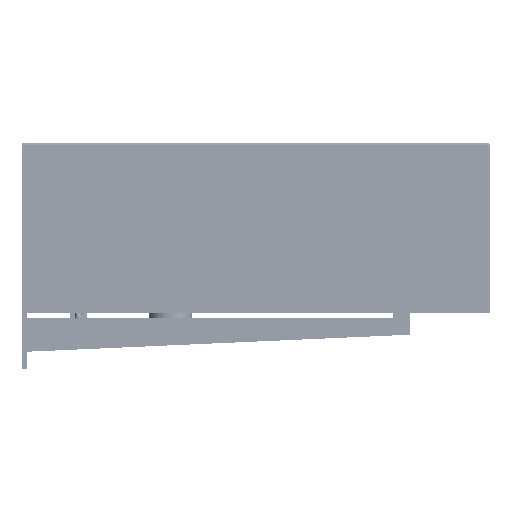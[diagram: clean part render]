
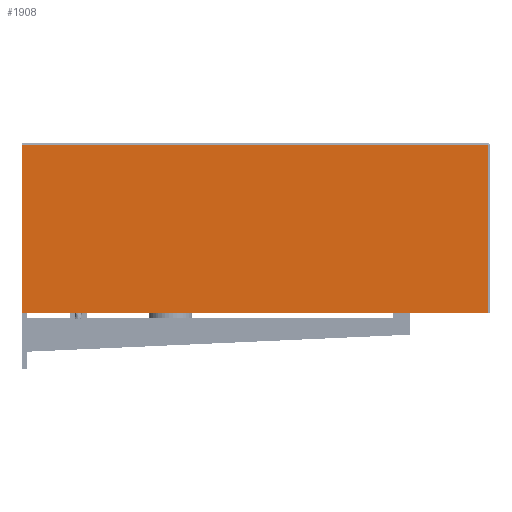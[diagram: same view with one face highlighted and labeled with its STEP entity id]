
A CAD part, left-side view. The second image highlights one B-rep face of the part: STEP entity #1908.
In plain terms, the highlighted planar face has unit normal (-1, 0, 0).
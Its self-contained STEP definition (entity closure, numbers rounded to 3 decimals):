
#1908=ADVANCED_FACE('',(#3650),#2908,.T.);
#2908=PLANE('',#19451);
#3650=FACE_OUTER_BOUND('',#4763,.T.);
#4763=EDGE_LOOP('',(#6610,#6611,#6612,#6613));
#6610=ORIENTED_EDGE('',*,*,#13324,.T.);
#6611=ORIENTED_EDGE('',*,*,#13325,.T.);
#6612=ORIENTED_EDGE('',*,*,#13326,.T.);
#6613=ORIENTED_EDGE('',*,*,#13327,.F.);
#11417=VERTEX_POINT('',#45802);
#11418=VERTEX_POINT('',#45803);
#11419=VERTEX_POINT('',#45805);
#11420=VERTEX_POINT('',#45807);
#13324=EDGE_CURVE('',#11417,#11418,#15802,.T.);
#13325=EDGE_CURVE('',#11418,#11419,#15803,.T.);
#13326=EDGE_CURVE('',#11419,#11420,#15804,.T.);
#13327=EDGE_CURVE('',#11417,#11420,#15805,.T.);
#15802=LINE('',#45801,#17616);
#15803=LINE('',#45804,#17617);
#15804=LINE('',#45806,#17618);
#15805=LINE('',#45808,#17619);
#17616=VECTOR('',#21426,1.);
#17617=VECTOR('',#21427,1.);
#17618=VECTOR('',#21428,1.);
#17619=VECTOR('',#21429,1.);
#19451=AXIS2_PLACEMENT_3D('',#45809,#21430,#21431);
#21426=DIRECTION('',(0.,0.,1.));
#21427=DIRECTION('',(0.,1.,0.));
#21428=DIRECTION('',(0.,0.,-1.));
#21429=DIRECTION('',(0.,1.,0.));
#21430=DIRECTION('',(-1.,0.,0.));
#21431=DIRECTION('',(0.,0.,1.));
#45801=CARTESIAN_POINT('',(-1784.9,5.6,0.));
#45802=CARTESIAN_POINT('',(-1784.9,5.6,-200.));
#45803=CARTESIAN_POINT('',(-1784.9,5.6,-2.));
#45804=CARTESIAN_POINT('',(-1784.9,553.6,-2.));
#45805=CARTESIAN_POINT('',(-1784.9,553.6,-2.));
#45806=CARTESIAN_POINT('',(-1784.9,553.6,0.));
#45807=CARTESIAN_POINT('',(-1784.9,553.6,-200.));
#45808=CARTESIAN_POINT('',(-1784.9,3.6,-200.));
#45809=CARTESIAN_POINT('',(-1784.9,553.6,0.));
